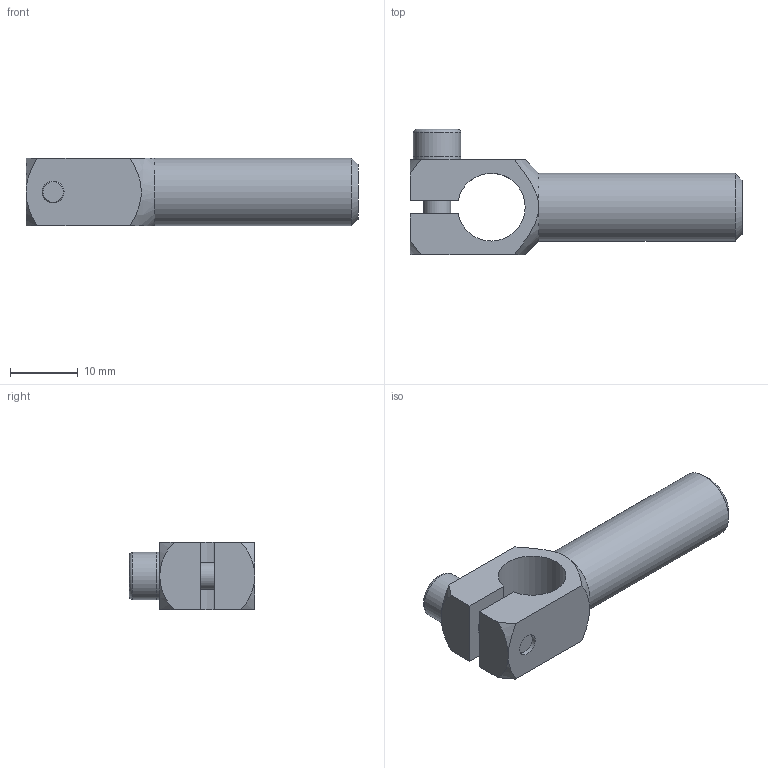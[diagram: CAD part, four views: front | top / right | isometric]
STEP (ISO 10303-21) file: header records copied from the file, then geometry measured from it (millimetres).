
FILE_DESCRIPTION((''),'2;1');
FILE_NAME('1-320-03-00-0 WKA 10-10-30.stp','2008-01-16T08:19:02',('Wilberg'),(''),'Autodesk Inventor 11','Autodesk Inventor 11','');
FILE_SCHEMA(('AUTOMOTIVE_DESIGN { 1 0 10303 214 1 1 1 1 }'));
Length unit declared in the file: millimetre
Products named in the file (4): 1-320-03-00-0 WKA 10-10-30; 1-320-03-01-0 WKA 10-10-30; BMU-493-004; ISO 4762-M4x14
Assembly tree (3 placements, depth 2):
  1-320-03-00-0 WKA 10-10-30
    1-320-03-01-0 WKA 10-10-30
    BMU-493-004
    ISO 4762-M4x14
Bounding box: 49 x 18.5 x 10 mm (x, y, z)
Volume: 3131.2 mm3; surface area: 3376.2 mm2
Topology: 3 solids, 3 shells, 45 faces, 95 edges, 58 vertices
Faces by surface type: plane 26, cone 8, cylinder 6, bspline 4, torus 1
Full cylindrical faces by diameter (mm): 4 x1, 4.3 x1, 7 x2, 10 x1
Entity records: 1260 total; most frequent: CARTESIAN_POINT 283, DIRECTION 188, ORIENTED_EDGE 160, EDGE_CURVE 80, AXIS2_PLACEMENT_3D 74, EDGE_LOOP 65, VERTEX_POINT 55, FACE_OUTER_BOUND 45
